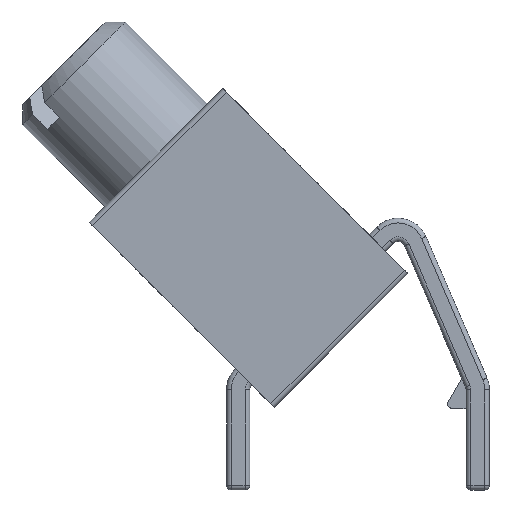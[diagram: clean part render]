
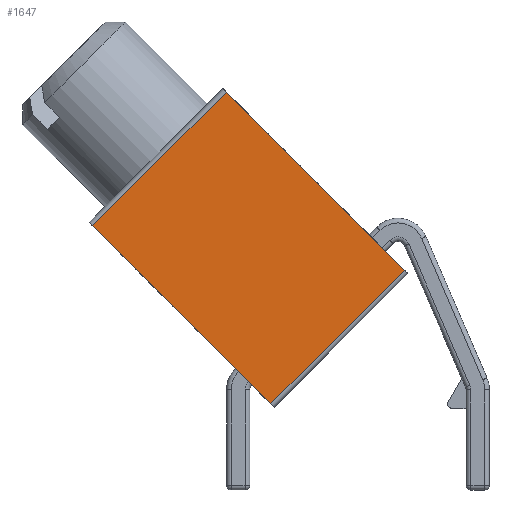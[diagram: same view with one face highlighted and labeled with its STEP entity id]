
A CAD part, front view. The second image highlights one B-rep face of the part: STEP entity #1647.
In plain terms, the highlighted face is planar.
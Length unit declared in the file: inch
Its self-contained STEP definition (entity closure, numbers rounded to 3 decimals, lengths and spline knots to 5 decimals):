
#86=PLANE('',#1761);
#124=FACE_OUTER_BOUND('',#232,.T.);
#232=EDGE_LOOP('',(#1113,#1114,#1115,#1116));
#350=LINE('',#2557,#478);
#351=LINE('',#2560,#479);
#352=LINE('',#2562,#480);
#353=LINE('',#2563,#481);
#478=VECTOR('',#1987,0.406);
#479=VECTOR('',#1990,0.542);
#480=VECTOR('',#1991,0.406);
#481=VECTOR('',#1992,0.542);
#711=VERTEX_POINT('',#2550);
#714=VERTEX_POINT('',#2555);
#715=VERTEX_POINT('',#2559);
#716=VERTEX_POINT('',#2561);
#865=EDGE_CURVE('',#714,#711,#350,.T.);
#866=EDGE_CURVE('',#714,#715,#351,.T.);
#867=EDGE_CURVE('',#716,#715,#352,.T.);
#868=EDGE_CURVE('',#716,#711,#353,.T.);
#1113=ORIENTED_EDGE('',*,*,#865,.F.);
#1114=ORIENTED_EDGE('',*,*,#866,.T.);
#1115=ORIENTED_EDGE('',*,*,#867,.F.);
#1116=ORIENTED_EDGE('',*,*,#868,.T.);
#1647=ADVANCED_FACE('',(#124),#86,.T.);
#1761=AXIS2_PLACEMENT_3D('',#2558,#1988,#1989);
#1987=DIRECTION('',(0.,0.,1.));
#1988=DIRECTION('center_axis',(1.,0.,0.));
#1989=DIRECTION('ref_axis',(0.,0.,-1.));
#1990=DIRECTION('',(0.,1.,0.));
#1991=DIRECTION('',(0.,0.,-1.));
#1992=DIRECTION('',(0.,-1.,0.));
#2550=CARTESIAN_POINT('',(0.2105,-0.271,-2.594));
#2555=CARTESIAN_POINT('',(0.2105,-0.271,-3.));
#2557=CARTESIAN_POINT('',(0.2105,-0.271,-3.));
#2558=CARTESIAN_POINT('Origin',(0.2105,0.281,-3.));
#2559=CARTESIAN_POINT('',(0.2105,0.271,-3.));
#2560=CARTESIAN_POINT('',(0.2105,-0.281,-3.));
#2561=CARTESIAN_POINT('',(0.2105,0.271,-2.594));
#2562=CARTESIAN_POINT('',(0.2105,0.271,-3.));
#2563=CARTESIAN_POINT('',(0.2105,-0.281,-2.594));
